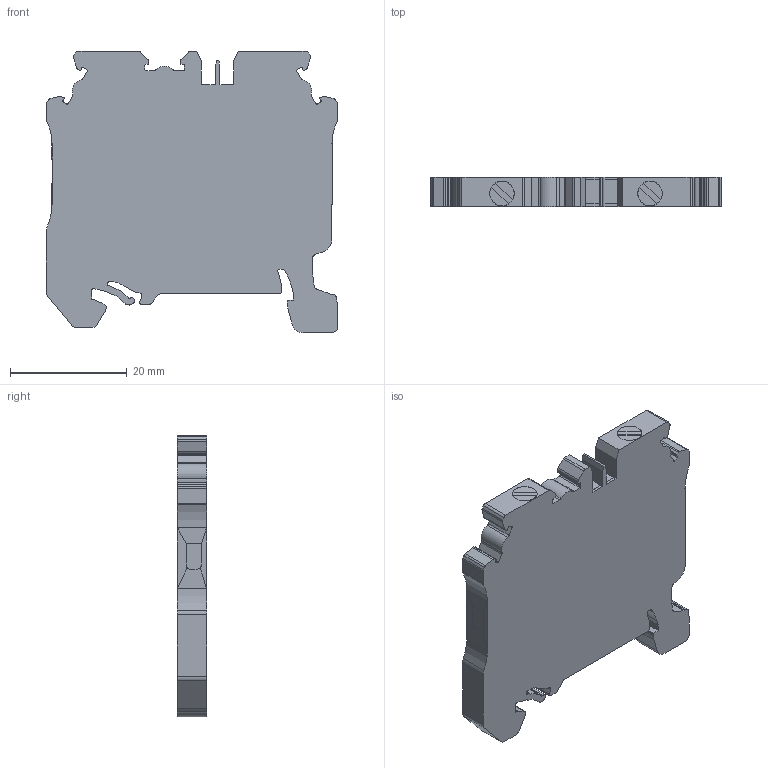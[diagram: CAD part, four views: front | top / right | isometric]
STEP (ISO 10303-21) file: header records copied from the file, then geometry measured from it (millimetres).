
FILE_DESCRIPTION (( 'STEP AP214' ), '1' );
FILE_NAME ('cy25-ygreen.STEP', '2024-10-30T13:23:07', ( '' ), ( '' ), 'SwSTEP 2.0', 'SolidWorks 2022', '' );
FILE_SCHEMA (( 'AUTOMOTIVE_DESIGN' ));
Length unit declared in the file: millimetre
Products named in the file (1): cy25-ygreen
Bounding box: 50 x 5 x 48.25 mm (x, y, z)
Volume: 9813.3 mm3; surface area: 5270.6 mm2
Topology: 1 solids, 1 shells, 243 faces, 704 edges, 465 vertices
Faces by surface type: plane 140, cylinder 103
Entity records: 8108 total; most frequent: CARTESIAN_POINT 1413, ORIENTED_EDGE 1408, DIRECTION 1408, EDGE_CURVE 704, VECTOR 488, LINE 488, VERTEX_POINT 465, AXIS2_PLACEMENT_3D 460
